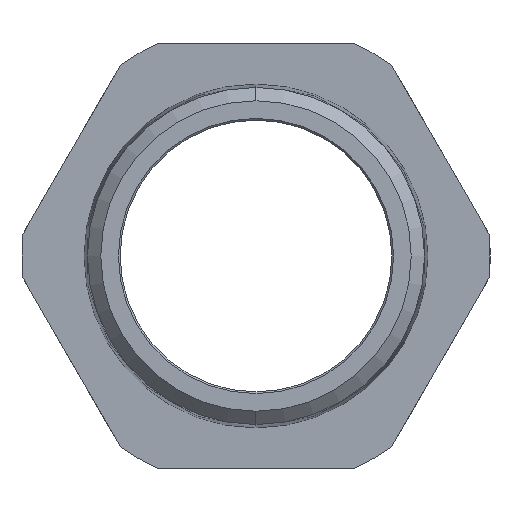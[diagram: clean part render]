
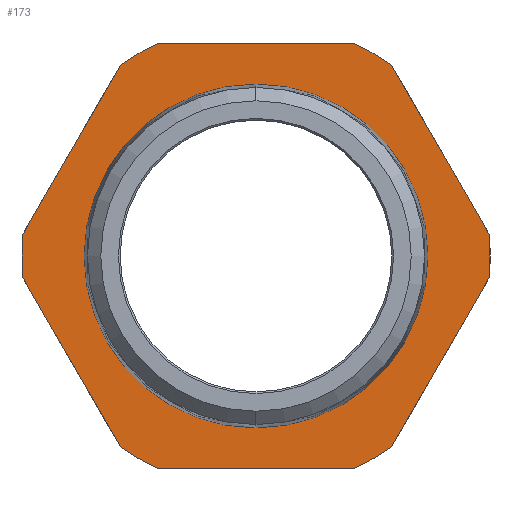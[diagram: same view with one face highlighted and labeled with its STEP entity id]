
A CAD part, left-side view. The second image highlights one B-rep face of the part: STEP entity #173.
In plain terms, the highlighted planar face has unit normal (-1, 0, 0).
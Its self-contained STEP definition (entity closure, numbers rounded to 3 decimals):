
#8 = AXIS2_PLACEMENT_3D ( 'NONE', #800, #550, #1307 ) ;
#15 = AXIS2_PLACEMENT_3D ( 'NONE', #2792, #1112, #1604 ) ;
#28 = DIRECTION ( 'NONE',  ( 0., 0.5, -0.866 ) ) ;
#52 = EDGE_CURVE ( 'NONE', #2115, #2697, #3030, .T. ) ;
#81 = AXIS2_PLACEMENT_3D ( 'NONE', #2247, #2749, #3008 ) ;
#91 = VECTOR ( 'NONE', #1479, 1000. ) ;
#99 = DIRECTION ( 'NONE',  ( 0., 1., 0. ) ) ;
#106 = VERTEX_POINT ( 'NONE', #2639 ) ;
#121 = DIRECTION ( 'NONE',  ( -1., 0., 0. ) ) ;
#140 = VERTEX_POINT ( 'NONE', #1642 ) ;
#149 = EDGE_CURVE ( 'NONE', #140, #2115, #2485, .T. ) ;
#153 = EDGE_CURVE ( 'NONE', #2417, #3142, #1191, .T. ) ;
#173 = ADVANCED_FACE ( 'NONE', ( #3070, #2415 ), #2927, .T. ) ;
#198 = EDGE_CURVE ( 'NONE', #2966, #1640, #289, .T. ) ;
#204 = AXIS2_PLACEMENT_3D ( 'NONE', #2550, #1095, #3085 ) ;
#214 = EDGE_LOOP ( 'NONE', ( #2120, #2890, #540, #687, #900, #2892, #2218, #2428, #1943, #2536, #2703, #1510 ) ) ;
#218 = CARTESIAN_POINT ( 'NONE',  ( 26.4, 0., -24.24 ) ) ;
#228 = DIRECTION ( 'NONE',  ( 0., 0., 1. ) ) ;
#239 = DIRECTION ( 'NONE',  ( 0., -0.5, -0.866 ) ) ;
#243 = CARTESIAN_POINT ( 'NONE',  ( 26.4, 0., 0. ) ) ;
#289 = LINE ( 'NONE', #1957, #91 ) ;
#291 = DIRECTION ( 'NONE',  ( 0., 0., 1. ) ) ;
#373 = AXIS2_PLACEMENT_3D ( 'NONE', #2259, #2717, #291 ) ;
#401 = CARTESIAN_POINT ( 'NONE',  ( 26.4, -13.748, -30. ) ) ;
#402 = DIRECTION ( 'NONE',  ( 0., 0., 1. ) ) ;
#513 = CARTESIAN_POINT ( 'NONE',  ( 26.4, 19.107, -26.906 ) ) ;
#533 = VECTOR ( 'NONE', #1894, 1000. ) ;
#534 = DIRECTION ( 'NONE',  ( -1., 0., 0. ) ) ;
#540 = ORIENTED_EDGE ( 'NONE', *, *, #1316, .T. ) ;
#550 = DIRECTION ( 'NONE',  ( -1., 0., 0. ) ) ;
#586 = AXIS2_PLACEMENT_3D ( 'NONE', #243, #534, #2994 ) ;
#642 = DIRECTION ( 'NONE',  ( 0., 0.5, 0.866 ) ) ;
#677 = EDGE_CURVE ( 'NONE', #1387, #2225, #3028, .T. ) ;
#687 = ORIENTED_EDGE ( 'NONE', *, *, #153, .T. ) ;
#785 = CARTESIAN_POINT ( 'NONE',  ( 26.4, 19.107, -26.906 ) ) ;
#800 = CARTESIAN_POINT ( 'NONE',  ( 26.4, 0., 0. ) ) ;
#879 = CIRCLE ( 'NONE', #373, 33. ) ;
#900 = ORIENTED_EDGE ( 'NONE', *, *, #2078, .T. ) ;
#1048 = EDGE_LOOP ( 'NONE', ( #2544, #1057 ) ) ;
#1057 = ORIENTED_EDGE ( 'NONE', *, *, #2916, .F. ) ;
#1068 = CARTESIAN_POINT ( 'NONE',  ( 26.4, 0., 24.24 ) ) ;
#1095 = DIRECTION ( 'NONE',  ( -1., 0., 0. ) ) ;
#1112 = DIRECTION ( 'NONE',  ( -1., 0., 0. ) ) ;
#1177 = CARTESIAN_POINT ( 'NONE',  ( 26.4, -19.107, 26.906 ) ) ;
#1191 = LINE ( 'NONE', #401, #533 ) ;
#1218 = CIRCLE ( 'NONE', #15, 33. ) ;
#1237 = EDGE_CURVE ( 'NONE', #2225, #2422, #2635, .T. ) ;
#1301 = DIRECTION ( 'NONE',  ( 0., 0., 1. ) ) ;
#1307 = DIRECTION ( 'NONE',  ( 0., 0., 1. ) ) ;
#1309 = AXIS2_PLACEMENT_3D ( 'NONE', #2874, #121, #402 ) ;
#1316 = EDGE_CURVE ( 'NONE', #2422, #2417, #879, .T. ) ;
#1376 = CIRCLE ( 'NONE', #1309, 24.24 ) ;
#1387 = VERTEX_POINT ( 'NONE', #2249 ) ;
#1458 = CARTESIAN_POINT ( 'NONE',  ( 26.4, 24.24, 0. ) ) ;
#1479 = DIRECTION ( 'NONE',  ( 0., -0.5, 0.866 ) ) ;
#1508 = CARTESIAN_POINT ( 'NONE',  ( 26.4, 32.855, 3.094 ) ) ;
#1510 = ORIENTED_EDGE ( 'NONE', *, *, #1708, .T. ) ;
#1527 = CARTESIAN_POINT ( 'NONE',  ( 26.4, 13.748, -30. ) ) ;
#1543 = CARTESIAN_POINT ( 'NONE',  ( 26.4, 0., 0. ) ) ;
#1589 = EDGE_CURVE ( 'NONE', #1958, #2819, #1376, .T. ) ;
#1604 = DIRECTION ( 'NONE',  ( 0., 0., 1. ) ) ;
#1640 = VERTEX_POINT ( 'NONE', #2593 ) ;
#1642 = CARTESIAN_POINT ( 'NONE',  ( 26.4, -32.855, 3.094 ) ) ;
#1708 = EDGE_CURVE ( 'NONE', #2232, #1387, #3136, .T. ) ;
#1720 = CARTESIAN_POINT ( 'NONE',  ( 26.4, 19.107, 26.906 ) ) ;
#1753 = AXIS2_PLACEMENT_3D ( 'NONE', #1458, #2407, #228 ) ;
#1873 = EDGE_CURVE ( 'NONE', #106, #2232, #3133, .T. ) ;
#1894 = DIRECTION ( 'NONE',  ( 0., -1., 0. ) ) ;
#1909 = CARTESIAN_POINT ( 'NONE',  ( 26.4, -13.748, -30. ) ) ;
#1943 = ORIENTED_EDGE ( 'NONE', *, *, #52, .T. ) ;
#1957 = CARTESIAN_POINT ( 'NONE',  ( 26.4, -32.855, -3.094 ) ) ;
#1958 = VERTEX_POINT ( 'NONE', #1068 ) ;
#2036 = EDGE_CURVE ( 'NONE', #1640, #140, #2281, .T. ) ;
#2075 = CARTESIAN_POINT ( 'NONE',  ( 26.4, -13.748, 30. ) ) ;
#2078 = EDGE_CURVE ( 'NONE', #3142, #2966, #1218, .T. ) ;
#2115 = VERTEX_POINT ( 'NONE', #3038 ) ;
#2120 = ORIENTED_EDGE ( 'NONE', *, *, #677, .T. ) ;
#2218 = ORIENTED_EDGE ( 'NONE', *, *, #2036, .T. ) ;
#2225 = VERTEX_POINT ( 'NONE', #2363 ) ;
#2232 = VERTEX_POINT ( 'NONE', #1720 ) ;
#2244 = CARTESIAN_POINT ( 'NONE',  ( 26.4, -19.107, -26.906 ) ) ;
#2247 = CARTESIAN_POINT ( 'NONE',  ( 26.4, 0., 0. ) ) ;
#2249 = CARTESIAN_POINT ( 'NONE',  ( 26.4, 32.855, 3.094 ) ) ;
#2259 = CARTESIAN_POINT ( 'NONE',  ( 26.4, 0., 0. ) ) ;
#2281 = CIRCLE ( 'NONE', #81, 33. ) ;
#2312 = VECTOR ( 'NONE', #99, 1000. ) ;
#2363 = CARTESIAN_POINT ( 'NONE',  ( 26.4, 32.855, -3.094 ) ) ;
#2407 = DIRECTION ( 'NONE',  ( -1., 0., 0. ) ) ;
#2415 = FACE_OUTER_BOUND ( 'NONE', #214, .T. ) ;
#2417 = VERTEX_POINT ( 'NONE', #1527 ) ;
#2422 = VERTEX_POINT ( 'NONE', #785 ) ;
#2428 = ORIENTED_EDGE ( 'NONE', *, *, #149, .T. ) ;
#2451 = VECTOR ( 'NONE', #642, 1000. ) ;
#2485 = LINE ( 'NONE', #1177, #2451 ) ;
#2526 = VECTOR ( 'NONE', #239, 1000. ) ;
#2536 = ORIENTED_EDGE ( 'NONE', *, *, #3068, .T. ) ;
#2544 = ORIENTED_EDGE ( 'NONE', *, *, #1589, .F. ) ;
#2550 = CARTESIAN_POINT ( 'NONE',  ( 26.4, 0., 0. ) ) ;
#2593 = CARTESIAN_POINT ( 'NONE',  ( 26.4, -32.855, -3.094 ) ) ;
#2635 = LINE ( 'NONE', #513, #2526 ) ;
#2639 = CARTESIAN_POINT ( 'NONE',  ( 26.4, 13.748, 30. ) ) ;
#2697 = VERTEX_POINT ( 'NONE', #2075 ) ;
#2703 = ORIENTED_EDGE ( 'NONE', *, *, #1873, .T. ) ;
#2717 = DIRECTION ( 'NONE',  ( -1., 0., 0. ) ) ;
#2749 = DIRECTION ( 'NONE',  ( -1., 0., 0. ) ) ;
#2792 = CARTESIAN_POINT ( 'NONE',  ( 26.4, 0., 0. ) ) ;
#2819 = VERTEX_POINT ( 'NONE', #218 ) ;
#2845 = CARTESIAN_POINT ( 'NONE',  ( 26.4, 13.748, 30. ) ) ;
#2858 = CIRCLE ( 'NONE', #8, 24.24 ) ;
#2874 = CARTESIAN_POINT ( 'NONE',  ( 26.4, 0., 0. ) ) ;
#2890 = ORIENTED_EDGE ( 'NONE', *, *, #1237, .T. ) ;
#2892 = ORIENTED_EDGE ( 'NONE', *, *, #198, .T. ) ;
#2916 = EDGE_CURVE ( 'NONE', #2819, #1958, #2858, .T. ) ;
#2927 = PLANE ( 'NONE',  #1753 ) ;
#2966 = VERTEX_POINT ( 'NONE', #2244 ) ;
#2976 = LINE ( 'NONE', #2845, #2312 ) ;
#2985 = VECTOR ( 'NONE', #28, 1000. ) ;
#2994 = DIRECTION ( 'NONE',  ( 0., 0., 1. ) ) ;
#3008 = DIRECTION ( 'NONE',  ( 0., 0., 1. ) ) ;
#3028 = CIRCLE ( 'NONE', #586, 33. ) ;
#3030 = CIRCLE ( 'NONE', #204, 33. ) ;
#3038 = CARTESIAN_POINT ( 'NONE',  ( 26.4, -19.107, 26.906 ) ) ;
#3041 = DIRECTION ( 'NONE',  ( -1., 0., 0. ) ) ;
#3068 = EDGE_CURVE ( 'NONE', #2697, #106, #2976, .T. ) ;
#3070 = FACE_BOUND ( 'NONE', #1048, .T. ) ;
#3085 = DIRECTION ( 'NONE',  ( 0., 0., 1. ) ) ;
#3100 = AXIS2_PLACEMENT_3D ( 'NONE', #1543, #3041, #1301 ) ;
#3133 = CIRCLE ( 'NONE', #3100, 33. ) ;
#3136 = LINE ( 'NONE', #1508, #2985 ) ;
#3142 = VERTEX_POINT ( 'NONE', #1909 ) ;
